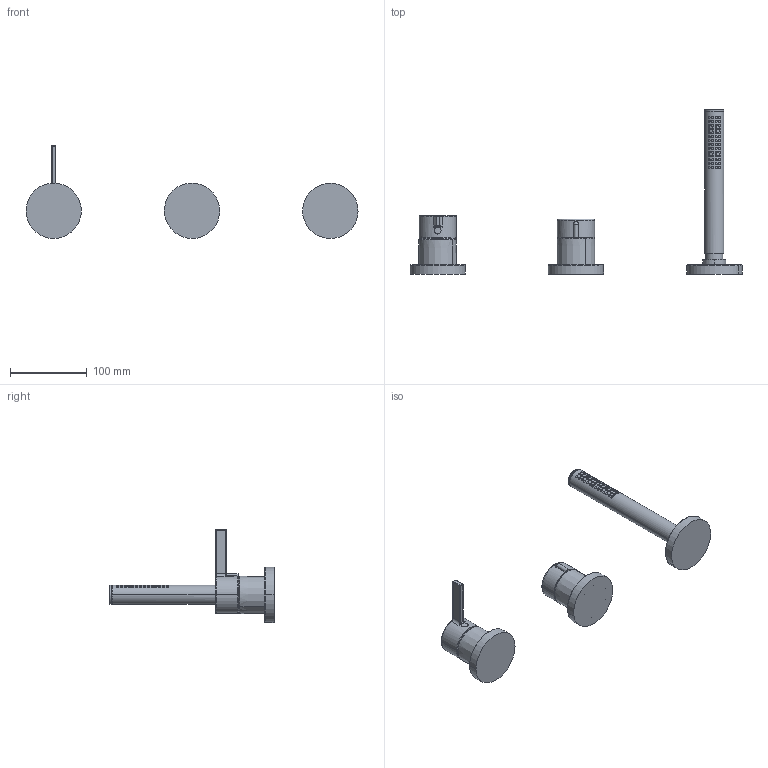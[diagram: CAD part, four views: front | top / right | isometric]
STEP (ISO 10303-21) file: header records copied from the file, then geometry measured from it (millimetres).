
FILE_DESCRIPTION (( 'STEP AP203' ), '1' );
FILE_NAME ('57799473.STEP', '2020-04-23T08:03:17', ( '' ), ( '' ), 'SwSTEP 2.0', 'SolidWorks 2016', '' );
FILE_SCHEMA (( 'CONFIG_CONTROL_DESIGN' ));
Length unit declared in the file: millimetre
Products named in the file (1): 57799473
Bounding box: 431.99 x 213.8 x 121.05 mm (x, y, z)
Volume: 540917.7 mm3; surface area: 94420.4 mm2
Topology: 10 solids, 10 shells, 179 faces, 367 edges, 262 vertices
Faces by surface type: bspline 91, cylinder 37, plane 28, torus 16, cone 4, sphere 3
Entity records: 14583 total; most frequent: CARTESIAN_POINT 11153, ORIENTED_EDGE 722, DIRECTION 534, EDGE_CURVE 361, VERTEX_POINT 262, EDGE_LOOP 239, AXIS2_PLACEMENT_3D 239, FACE_OUTER_BOUND 179
